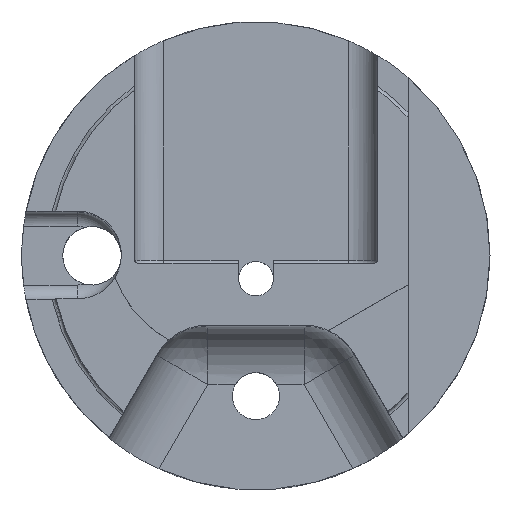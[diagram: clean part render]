
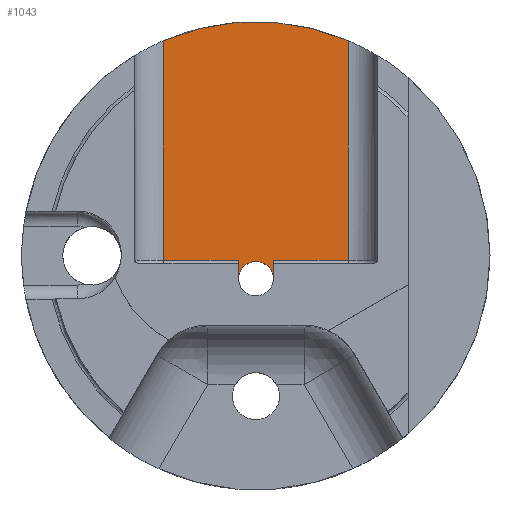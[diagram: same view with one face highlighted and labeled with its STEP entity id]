
A CAD part, top view. The second image highlights one B-rep face of the part: STEP entity #1043.
In plain terms, the highlighted planar face has unit normal (0, 0, 1).
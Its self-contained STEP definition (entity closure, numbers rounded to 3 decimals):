
#56=CARTESIAN_POINT('Vertex',(-74.925,-2.54,5.08)) ;
#59=CARTESIAN_POINT('Line Origine',(-74.925,-1.516,5.08)) ;
#63=CARTESIAN_POINT('Vertex',(-74.925,-0.492,5.08)) ;
#123=CARTESIAN_POINT('Line Origine',(0.711,-0.492,5.08)) ;
#127=CARTESIAN_POINT('Vertex',(-83.053,-0.492,5.08)) ;
#199=CARTESIAN_POINT('Vertex',(-71.115,-0.492,5.08)) ;
#204=CARTESIAN_POINT('Line Origine',(-71.115,-1.516,5.08)) ;
#208=CARTESIAN_POINT('Vertex',(-71.115,-2.54,5.08)) ;
#281=CARTESIAN_POINT('Vertex',(-62.987,-0.492,5.08)) ;
#284=CARTESIAN_POINT('Line Origine',(-0.711,-0.492,5.08)) ;
#694=CARTESIAN_POINT('Axis2P3D Location',(0.,0.,5.08)) ;
#1009=CARTESIAN_POINT('Line Origine',(-62.987,11.421,5.08)) ;
#1013=CARTESIAN_POINT('Vertex',(-62.987,23.335,5.08)) ;
#1016=CARTESIAN_POINT('Axis2P3D Location',(-73.02,0.,5.08)) ;
#1020=CARTESIAN_POINT('Vertex',(-83.053,23.335,5.08)) ;
#1023=CARTESIAN_POINT('Line Origine',(-83.053,11.421,5.08)) ;
#1028=CARTESIAN_POINT('Axis2P3D Location',(-73.02,-2.54,5.08)) ;
#61=VECTOR('Line Direction',#60,1.) ;
#125=VECTOR('Line Direction',#124,1.) ;
#206=VECTOR('Line Direction',#205,1.) ;
#286=VECTOR('Line Direction',#285,1.) ;
#1011=VECTOR('Line Direction',#1010,1.) ;
#1025=VECTOR('Line Direction',#1024,1.) ;
#60=DIRECTION('Vector Direction',(0.,-1.,0.)) ;
#124=DIRECTION('Vector Direction',(1.,0.,0.)) ;
#205=DIRECTION('Vector Direction',(0.,-1.,0.)) ;
#285=DIRECTION('Vector Direction',(-1.,0.,0.)) ;
#695=DIRECTION('Axis2P3D Direction',(0.,0.,1.)) ;
#696=DIRECTION('Axis2P3D XDirection',(1.,0.,0.)) ;
#1010=DIRECTION('Vector Direction',(0.,1.,0.)) ;
#1017=DIRECTION('Axis2P3D Direction',(0.,0.,1.)) ;
#1024=DIRECTION('Vector Direction',(0.,1.,0.)) ;
#1029=DIRECTION('Axis2P3D Direction',(0.,0.,1.)) ;
#697=AXIS2_PLACEMENT_3D('Plane Axis2P3D',#694,#695,#696) ;
#1018=AXIS2_PLACEMENT_3D('Circle Axis2P3D',#1016,#1017,$) ;
#1030=AXIS2_PLACEMENT_3D('Circle Axis2P3D',#1028,#1029,$) ;
#62=LINE('Line',#59,#61) ;
#126=LINE('Line',#123,#125) ;
#207=LINE('Line',#204,#206) ;
#287=LINE('Line',#284,#286) ;
#1012=LINE('Line',#1009,#1011) ;
#1026=LINE('Line',#1023,#1025) ;
#1019=CIRCLE('generated circle',#1018,25.4) ;
#1031=CIRCLE('generated circle',#1030,1.905) ;
#698=PLANE('',#697) ;
#65=EDGE_CURVE('',#57,#64,#62,.F.) ;
#129=EDGE_CURVE('',#128,#64,#126,.T.) ;
#210=EDGE_CURVE('',#200,#209,#207,.T.) ;
#288=EDGE_CURVE('',#282,#200,#287,.T.) ;
#1015=EDGE_CURVE('',#1014,#282,#1012,.F.) ;
#1022=EDGE_CURVE('',#1021,#1014,#1019,.F.) ;
#1027=EDGE_CURVE('',#128,#1021,#1026,.T.) ;
#1032=EDGE_CURVE('',#57,#209,#1031,.F.) ;
#1034=ORIENTED_EDGE('',*,*,#288,.F.) ;
#1035=ORIENTED_EDGE('',*,*,#1015,.F.) ;
#1036=ORIENTED_EDGE('',*,*,#1022,.F.) ;
#1037=ORIENTED_EDGE('',*,*,#1027,.F.) ;
#1038=ORIENTED_EDGE('',*,*,#129,.T.) ;
#1039=ORIENTED_EDGE('',*,*,#65,.F.) ;
#1040=ORIENTED_EDGE('',*,*,#1032,.T.) ;
#1041=ORIENTED_EDGE('',*,*,#210,.F.) ;
#1033=EDGE_LOOP('',(#1034,#1035,#1036,#1037,#1038,#1039,#1040,#1041)) ;
#57=VERTEX_POINT('',#56) ;
#64=VERTEX_POINT('',#63) ;
#128=VERTEX_POINT('',#127) ;
#200=VERTEX_POINT('',#199) ;
#209=VERTEX_POINT('',#208) ;
#282=VERTEX_POINT('',#281) ;
#1014=VERTEX_POINT('',#1013) ;
#1021=VERTEX_POINT('',#1020) ;
#1043=ADVANCED_FACE('PartBody',(#1042),#698,.T.) ;
#1042=FACE_OUTER_BOUND('',#1033,.T.) ;
